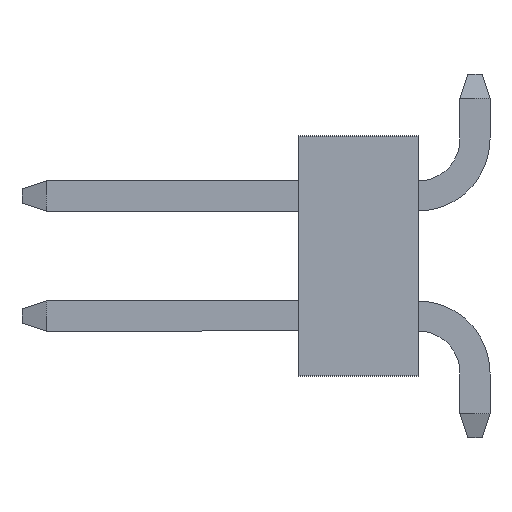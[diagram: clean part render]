
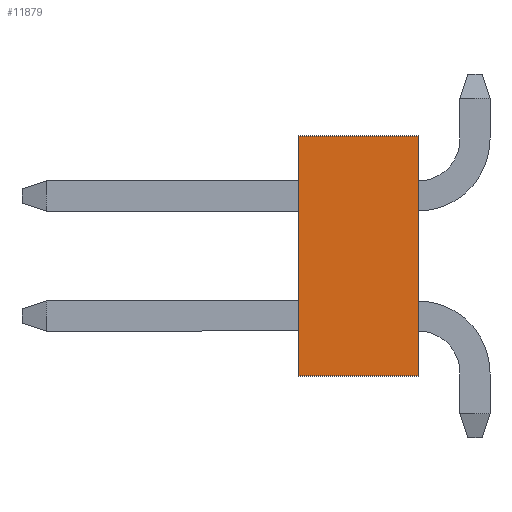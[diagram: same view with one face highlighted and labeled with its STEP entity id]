
A CAD part, left-side view. The second image highlights one B-rep face of the part: STEP entity #11879.
In plain terms, the highlighted planar face has unit normal (-1, 0, 0).
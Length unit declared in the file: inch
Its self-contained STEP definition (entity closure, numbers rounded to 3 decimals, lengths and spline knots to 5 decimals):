
#45 = DIRECTION ( 'NONE',  ( 0., -1., 0. ) ) ;
#157 = DIRECTION ( 'NONE',  ( 0., 0., 1. ) ) ;
#972 = CARTESIAN_POINT ( 'NONE',  ( -0.2, 0.16, 0.1 ) ) ;
#1572 = LINE ( 'NONE', #11385, #7803 ) ;
#2366 = CARTESIAN_POINT ( 'NONE',  ( -0.2, 0.06, 0.1 ) ) ;
#2514 = EDGE_CURVE ( 'NONE', #3424, #2913, #1572, .T. ) ;
#2851 = CARTESIAN_POINT ( 'NONE',  ( -0.2, 0.16, -0.1 ) ) ;
#2913 = VERTEX_POINT ( 'NONE', #2366 ) ;
#2965 = AXIS2_PLACEMENT_3D ( 'NONE', #3757, #8672, #4815 ) ;
#3424 = VERTEX_POINT ( 'NONE', #7427 ) ;
#3730 = VECTOR ( 'NONE', #157, 39.37008 ) ;
#3757 = CARTESIAN_POINT ( 'NONE',  ( -0.2, 0.16, 0.1 ) ) ;
#4358 = ORIENTED_EDGE ( 'NONE', *, *, #2514, .F. ) ;
#4711 = CARTESIAN_POINT ( 'NONE',  ( -0.2, 0.16, -0.1 ) ) ;
#4815 = DIRECTION ( 'NONE',  ( 0., 0., -1. ) ) ;
#5498 = VECTOR ( 'NONE', #45, 39.37008 ) ;
#6192 = EDGE_CURVE ( 'NONE', #10628, #3424, #8892, .T. ) ;
#6289 = EDGE_CURVE ( 'NONE', #7503, #2913, #11141, .T. ) ;
#6337 = EDGE_LOOP ( 'NONE', ( #10681, #4358, #10265, #6936 ) ) ;
#6936 = ORIENTED_EDGE ( 'NONE', *, *, #9315, .T. ) ;
#6957 = DIRECTION ( 'NONE',  ( 0., 0., 1. ) ) ;
#7427 = CARTESIAN_POINT ( 'NONE',  ( -0.2, 0.16, 0.1 ) ) ;
#7503 = VERTEX_POINT ( 'NONE', #11347 ) ;
#7803 = VECTOR ( 'NONE', #8398, 39.37008 ) ;
#8275 = VECTOR ( 'NONE', #6957, 39.37008 ) ;
#8398 = DIRECTION ( 'NONE',  ( 0., -1., 0. ) ) ;
#8530 = FACE_OUTER_BOUND ( 'NONE', #6337, .T. ) ;
#8577 = PLANE ( 'NONE',  #2965 ) ;
#8672 = DIRECTION ( 'NONE',  ( 1., 0., 0. ) ) ;
#8892 = LINE ( 'NONE', #972, #3730 ) ;
#9315 = EDGE_CURVE ( 'NONE', #10628, #7503, #10658, .T. ) ;
#9818 = CARTESIAN_POINT ( 'NONE',  ( -0.2, 0.06, 0.1 ) ) ;
#10265 = ORIENTED_EDGE ( 'NONE', *, *, #6192, .F. ) ;
#10628 = VERTEX_POINT ( 'NONE', #4711 ) ;
#10658 = LINE ( 'NONE', #2851, #5498 ) ;
#10681 = ORIENTED_EDGE ( 'NONE', *, *, #6289, .T. ) ;
#11141 = LINE ( 'NONE', #9818, #8275 ) ;
#11347 = CARTESIAN_POINT ( 'NONE',  ( -0.2, 0.06, -0.1 ) ) ;
#11385 = CARTESIAN_POINT ( 'NONE',  ( -0.2, 0.16, 0.1 ) ) ;
#11879 = ADVANCED_FACE ( 'NONE', ( #8530 ), #8577, .F. ) ;
